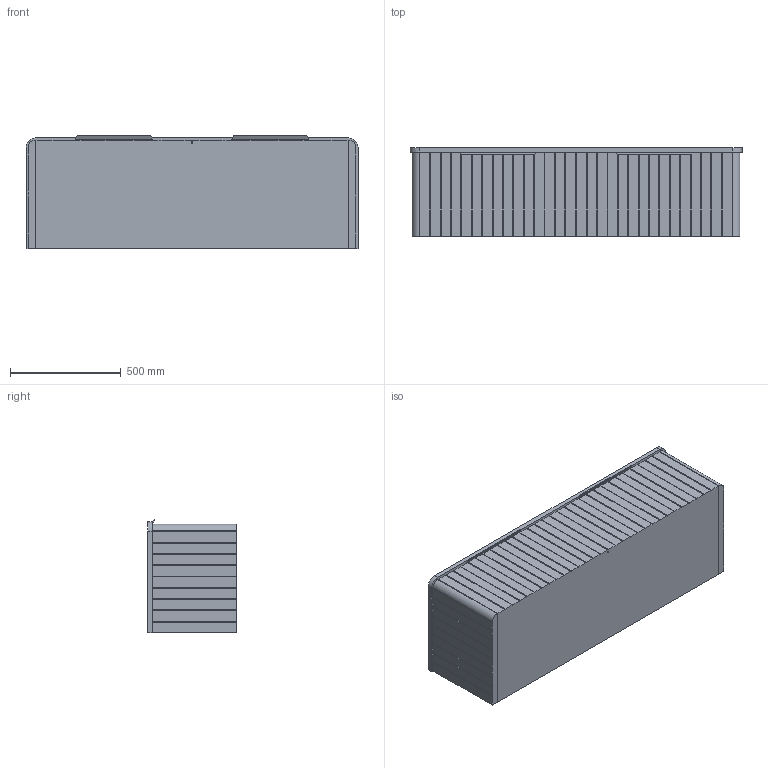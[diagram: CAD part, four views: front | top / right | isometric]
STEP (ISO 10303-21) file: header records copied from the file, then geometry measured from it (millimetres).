
FILE_DESCRIPTION (( 'STEP AP214' ), '1' );
FILE_NAME ('Kado Neue 1500 All Drawer.STEP', '2019-07-10T05:44:28', ( '' ), ( '' ), 'SwSTEP 2.0', 'SolidWorks 2015', '' );
FILE_SCHEMA (( 'AUTOMOTIVE_DESIGN' ));
Length unit declared in the file: millimetre
Products named in the file (3): Blaze 350; Kado Neue 1500 All Drawer
Assembly tree (3 placements, depth 2):
  Kado Neue 1500 All Drawer
    Kado Neue 1500 All Drawer
    Blaze 350  x2
Bounding box: 1500 x 400 x 512 mm (x, y, z)
Volume: 67633089.9 mm3; surface area: 6711011.7 mm2
Topology: 6 solids, 6 shells, 205 faces, 572 edges, 380 vertices
Faces by surface type: plane 195, cylinder 10
Entity records: 6267 total; most frequent: CARTESIAN_POINT 1105, ORIENTED_EDGE 1088, DIRECTION 962, EDGE_CURVE 544, LINE 524, VECTOR 524, VERTEX_POINT 362, AXIS2_PLACEMENT_3D 219
